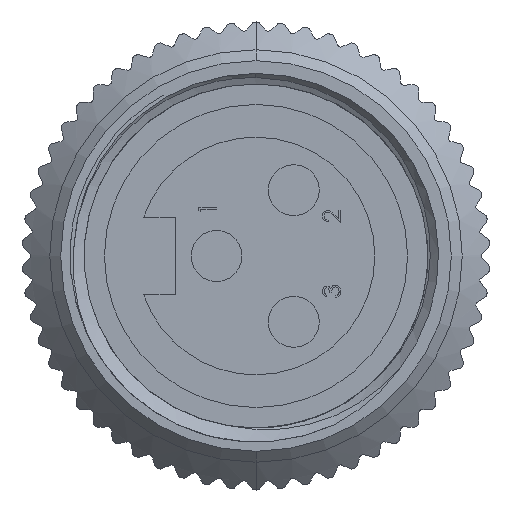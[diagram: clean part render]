
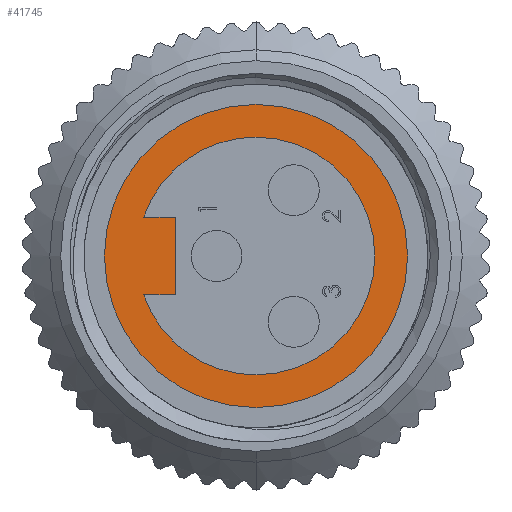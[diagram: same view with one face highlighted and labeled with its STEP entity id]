
A CAD part, left-side view. The second image highlights one B-rep face of the part: STEP entity #41745.
In plain terms, the highlighted planar face has unit normal (-1, 0, 0).
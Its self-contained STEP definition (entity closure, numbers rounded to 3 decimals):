
#118 = CARTESIAN_POINT ( 'NONE',  ( 7.01, 0., -9.068 ) ) ;
#436 = DIRECTION ( 'NONE',  ( -1., 0., 0. ) ) ;
#674 = LINE ( 'NONE', #43819, #19227 ) ;
#1298 = CARTESIAN_POINT ( 'NONE',  ( 7.01, 4.826, 2.324 ) ) ;
#1762 = CARTESIAN_POINT ( 'NONE',  ( 7.01, 0., 0. ) ) ;
#2658 = CIRCLE ( 'NONE', #15787, 7.112 ) ;
#4109 = VERTEX_POINT ( 'NONE', #10646 ) ;
#4340 = AXIS2_PLACEMENT_3D ( 'NONE', #21301, #436, #24815 ) ;
#5223 = DIRECTION ( 'NONE',  ( 0., 0., 1. ) ) ;
#5305 = DIRECTION ( 'NONE',  ( 0., 1., 0. ) ) ;
#5625 = ORIENTED_EDGE ( 'NONE', *, *, #41138, .T. ) ;
#5670 = VECTOR ( 'NONE', #6537, 1000. ) ;
#5833 = EDGE_CURVE ( 'NONE', #4109, #18537, #13385, .T. ) ;
#6537 = DIRECTION ( 'NONE',  ( 0., 0., 1. ) ) ;
#8044 = CARTESIAN_POINT ( 'NONE',  ( 7.01, 0., 7.112 ) ) ;
#8260 = AXIS2_PLACEMENT_3D ( 'NONE', #29987, #9068, #33519 ) ;
#8376 = VERTEX_POINT ( 'NONE', #118 ) ;
#9068 = DIRECTION ( 'NONE',  ( 1., 0., 0. ) ) ;
#10646 = CARTESIAN_POINT ( 'NONE',  ( 7.01, 6.722, -2.324 ) ) ;
#10777 = CARTESIAN_POINT ( 'NONE',  ( 7.01, 0., 9.068 ) ) ;
#13050 = CARTESIAN_POINT ( 'NONE',  ( 7.01, 6.722, 2.324 ) ) ;
#13267 = DIRECTION ( 'NONE',  ( -1., 0., 0. ) ) ;
#13385 = LINE ( 'NONE', #21870, #22694 ) ;
#13878 = EDGE_CURVE ( 'NONE', #30025, #8376, #27200, .T. ) ;
#14894 = LINE ( 'NONE', #30985, #5670 ) ;
#15787 = AXIS2_PLACEMENT_3D ( 'NONE', #37973, #16979, #41502 ) ;
#16472 = ORIENTED_EDGE ( 'NONE', *, *, #33182, .F. ) ;
#16534 = CARTESIAN_POINT ( 'NONE',  ( 7.01, 0., 0. ) ) ;
#16979 = DIRECTION ( 'NONE',  ( -1., 0., 0. ) ) ;
#17431 = ORIENTED_EDGE ( 'NONE', *, *, #25370, .F. ) ;
#18537 = VERTEX_POINT ( 'NONE', #26115 ) ;
#19227 = VECTOR ( 'NONE', #5305, 1000. ) ;
#19614 = AXIS2_PLACEMENT_3D ( 'NONE', #1762, #26110, #5223 ) ;
#20082 = DIRECTION ( 'NONE',  ( 0., 0., 1. ) ) ;
#21301 = CARTESIAN_POINT ( 'NONE',  ( 7.01, 0., 0. ) ) ;
#21478 = VERTEX_POINT ( 'NONE', #1298 ) ;
#21870 = CARTESIAN_POINT ( 'NONE',  ( 7.01, 6.722, -2.324 ) ) ;
#22338 = EDGE_CURVE ( 'NONE', #18537, #21478, #14894, .T. ) ;
#22527 = DIRECTION ( 'NONE',  ( 0., -1., 0. ) ) ;
#22633 = ORIENTED_EDGE ( 'NONE', *, *, #5833, .T. ) ;
#22694 = VECTOR ( 'NONE', #22527, 1000. ) ;
#22758 = VERTEX_POINT ( 'NONE', #40312 ) ;
#23172 = CIRCLE ( 'NONE', #4340, 9.068 ) ;
#24397 = FACE_OUTER_BOUND ( 'NONE', #30035, .T. ) ;
#24474 = AXIS2_PLACEMENT_3D ( 'NONE', #34225, #13267, #37746 ) ;
#24815 = DIRECTION ( 'NONE',  ( 0., 0., 1. ) ) ;
#25332 = EDGE_LOOP ( 'NONE', ( #16472, #22633, #34348, #5625, #17431, #40623 ) ) ;
#25370 = EDGE_CURVE ( 'NONE', #40221, #35426, #33659, .T. ) ;
#26110 = DIRECTION ( 'NONE',  ( -1., 0., 0. ) ) ;
#26115 = CARTESIAN_POINT ( 'NONE',  ( 7.01, 4.826, -2.324 ) ) ;
#26652 = EDGE_CURVE ( 'NONE', #22758, #40221, #41061, .T. ) ;
#27200 = CIRCLE ( 'NONE', #19614, 9.068 ) ;
#28805 = FACE_BOUND ( 'NONE', #25332, .T. ) ;
#29987 = CARTESIAN_POINT ( 'NONE',  ( 7.01, 7.112, 0. ) ) ;
#30025 = VERTEX_POINT ( 'NONE', #10777 ) ;
#30035 = EDGE_LOOP ( 'NONE', ( #43124, #31976 ) ) ;
#30985 = CARTESIAN_POINT ( 'NONE',  ( 7.01, 4.826, -2.324 ) ) ;
#31976 = ORIENTED_EDGE ( 'NONE', *, *, #45056, .T. ) ;
#33182 = EDGE_CURVE ( 'NONE', #4109, #22758, #2658, .T. ) ;
#33356 = PLANE ( 'NONE',  #8260 ) ;
#33519 = DIRECTION ( 'NONE',  ( 0., 0., -1. ) ) ;
#33659 = CIRCLE ( 'NONE', #24474, 7.112 ) ;
#34225 = CARTESIAN_POINT ( 'NONE',  ( 7.01, 0., 0. ) ) ;
#34348 = ORIENTED_EDGE ( 'NONE', *, *, #22338, .T. ) ;
#34828 = AXIS2_PLACEMENT_3D ( 'NONE', #16534, #41063, #20082 ) ;
#35426 = VERTEX_POINT ( 'NONE', #13050 ) ;
#37746 = DIRECTION ( 'NONE',  ( 0., 0., 1. ) ) ;
#37973 = CARTESIAN_POINT ( 'NONE',  ( 7.01, 0., 0. ) ) ;
#40221 = VERTEX_POINT ( 'NONE', #8044 ) ;
#40312 = CARTESIAN_POINT ( 'NONE',  ( 7.01, 0., -7.112 ) ) ;
#40623 = ORIENTED_EDGE ( 'NONE', *, *, #26652, .F. ) ;
#41061 = CIRCLE ( 'NONE', #34828, 7.112 ) ;
#41063 = DIRECTION ( 'NONE',  ( -1., 0., 0. ) ) ;
#41138 = EDGE_CURVE ( 'NONE', #21478, #35426, #674, .T. ) ;
#41502 = DIRECTION ( 'NONE',  ( 0., 0., 1. ) ) ;
#41745 = ADVANCED_FACE ( 'NONE', ( #28805, #24397 ), #33356, .F. ) ;
#43124 = ORIENTED_EDGE ( 'NONE', *, *, #13878, .T. ) ;
#43819 = CARTESIAN_POINT ( 'NONE',  ( 7.01, 4.826, 2.324 ) ) ;
#45056 = EDGE_CURVE ( 'NONE', #8376, #30025, #23172, .T. ) ;
